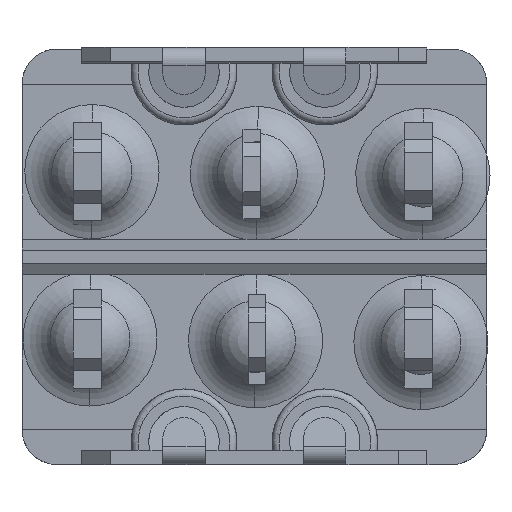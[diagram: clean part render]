
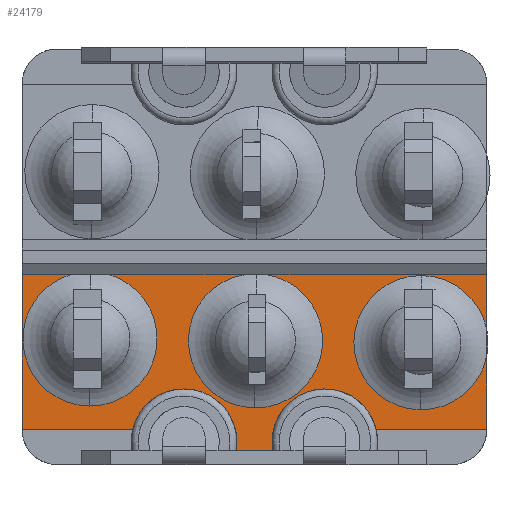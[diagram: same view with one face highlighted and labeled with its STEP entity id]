
A CAD part, front view. The second image highlights one B-rep face of the part: STEP entity #24179.
In plain terms, the highlighted planar face has unit normal (0, -1, 0).
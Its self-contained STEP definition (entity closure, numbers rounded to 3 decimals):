
#8215=DIRECTION('',(1.,0.,0.));
#8216=VECTOR('',#8215,1.042);
#8217=CARTESIAN_POINT('',(-0.521,0.35,-5.5));
#8218=LINE('',#8217,#8216);
#8906=DIRECTION('',(0.,0.,1.));
#8907=VECTOR('',#8906,2.093);
#8908=CARTESIAN_POINT('',(6.6,0.35,-4.9));
#8909=LINE('',#8908,#8907);
#8914=DIRECTION('',(0.,0.,1.));
#8915=VECTOR('',#8914,1.565);
#8916=CARTESIAN_POINT('',(6.6,0.35,-2.065));
#8917=LINE('',#8916,#8915);
#9096=CARTESIAN_POINT('',(4.73,0.35,-2.436));
#9097=DIRECTION('',(0.,1.,0.));
#9098=DIRECTION('',(-0.011,0.,-1.));
#9099=AXIS2_PLACEMENT_3D('',#9096,#9097,#9098);
#9101=CARTESIAN_POINT('',(4.73,0.35,-2.436));
#9102=DIRECTION('',(0.,1.,0.));
#9103=DIRECTION('',(0.981,0.,-0.195));
#9104=AXIS2_PLACEMENT_3D('',#9101,#9102,#9103);
#9106=DIRECTION('',(-1.,0.,0.));
#9107=VECTOR('',#9106,3.141);
#9108=CARTESIAN_POINT('',(6.6,0.35,-4.9));
#9109=LINE('',#9108,#9107);
#9110=CARTESIAN_POINT('',(2.,0.35,-5.25));
#9111=DIRECTION('',(0.,1.,0.));
#9112=DIRECTION('',(-0.986,0.,-0.167));
#9113=AXIS2_PLACEMENT_3D('',#9110,#9111,#9112);
#9115=CARTESIAN_POINT('',(-2.,0.35,-5.25));
#9116=DIRECTION('',(0.,1.,0.));
#9117=DIRECTION('',(-0.972,0.,0.233));
#9118=AXIS2_PLACEMENT_3D('',#9115,#9116,#9117);
#9120=DIRECTION('',(1.,0.,0.));
#9121=VECTOR('',#9120,3.141);
#9122=CARTESIAN_POINT('',(-6.6,0.35,-4.9));
#9123=LINE('',#9122,#9121);
#9124=DIRECTION('',(1.,0.,0.));
#9125=VECTOR('',#9124,1.397);
#9126=CARTESIAN_POINT('',(-6.6,0.35,-0.5));
#9127=LINE('',#9126,#9125);
#9128=CARTESIAN_POINT('',(-4.669,0.35,-2.33));
#9129=DIRECTION('',(0.,1.,0.));
#9130=DIRECTION('',(-0.011,0.,-1.));
#9131=AXIS2_PLACEMENT_3D('',#9128,#9129,#9130);
#9133=CARTESIAN_POINT('',(-4.669,0.35,-2.33));
#9134=DIRECTION('',(0.,1.,0.));
#9135=DIRECTION('',(0.28,0.,0.96));
#9136=AXIS2_PLACEMENT_3D('',#9133,#9134,#9135);
#9138=DIRECTION('',(1.,0.,0.));
#9139=VECTOR('',#9138,3.87);
#9140=CARTESIAN_POINT('',(-4.135,0.35,-0.5));
#9141=LINE('',#9140,#9139);
#9142=CARTESIAN_POINT('',(0.031,0.35,-2.383));
#9143=DIRECTION('',(0.,1.,0.));
#9144=DIRECTION('',(-0.011,0.,-1.));
#9145=AXIS2_PLACEMENT_3D('',#9142,#9143,#9144);
#9147=CARTESIAN_POINT('',(0.031,0.35,-2.383));
#9148=DIRECTION('',(0.,1.,0.));
#9149=DIRECTION('',(0.155,0.,0.988));
#9150=AXIS2_PLACEMENT_3D('',#9147,#9148,#9149);
#9152=DIRECTION('',(1.,0.,0.));
#9153=VECTOR('',#9152,6.274);
#9154=CARTESIAN_POINT('',(0.326,0.35,-0.5));
#9155=LINE('',#9154,#9153);
#9156=CARTESIAN_POINT('',(4.73,0.35,-2.436));
#9157=DIRECTION('',(0.,1.,0.));
#9158=DIRECTION('',(0.011,0.,1.));
#9159=AXIS2_PLACEMENT_3D('',#9156,#9157,#9158);
#9536=DIRECTION('',(0.,0.,-1.));
#9537=VECTOR('',#9536,4.4);
#9538=CARTESIAN_POINT('',(-6.6,0.35,-0.5));
#9539=LINE('',#9538,#9537);
#11070=CARTESIAN_POINT('',(-0.521,0.35,-5.5));
#11071=CARTESIAN_POINT('',(0.521,0.35,-5.5));
#11072=VERTEX_POINT('',#11070);
#11073=VERTEX_POINT('',#11071);
#11085=CARTESIAN_POINT('',(6.6,0.35,-4.9));
#11087=VERTEX_POINT('',#11085);
#11090=CARTESIAN_POINT('',(3.459,0.35,-4.9));
#11091=VERTEX_POINT('',#11090);
#11110=CARTESIAN_POINT('',(-6.6,0.35,-4.9));
#11112=VERTEX_POINT('',#11110);
#11122=CARTESIAN_POINT('',(-3.459,0.35,-4.9));
#11123=VERTEX_POINT('',#11122);
#11208=CARTESIAN_POINT('',(-6.6,0.35,-0.5));
#11209=VERTEX_POINT('',#11208);
#11212=CARTESIAN_POINT('',(6.6,0.35,-0.5));
#11213=VERTEX_POINT('',#11212);
#12346=CARTESIAN_POINT('',(-4.69,0.35,-4.236));
#12347=CARTESIAN_POINT('',(-5.203,0.35,-0.5));
#12348=VERTEX_POINT('',#12346);
#12349=VERTEX_POINT('',#12347);
#12350=CARTESIAN_POINT('',(-4.135,0.35,-0.5));
#12351=VERTEX_POINT('',#12350);
#12383=CARTESIAN_POINT('',(0.009,0.35,-4.289));
#12384=CARTESIAN_POINT('',(-0.265,0.35,-0.5));
#12385=VERTEX_POINT('',#12383);
#12386=VERTEX_POINT('',#12384);
#12387=CARTESIAN_POINT('',(0.326,0.35,-0.5));
#12388=VERTEX_POINT('',#12387);
#12426=CARTESIAN_POINT('',(6.6,0.35,-2.065));
#12427=CARTESIAN_POINT('',(6.6,0.35,-2.807));
#12428=VERTEX_POINT('',#12426);
#12429=VERTEX_POINT('',#12427);
#12430=CARTESIAN_POINT('',(4.709,0.35,-4.342));
#12431=CARTESIAN_POINT('',(4.752,0.35,-0.53));
#12432=VERTEX_POINT('',#12430);
#12433=VERTEX_POINT('',#12431);
#24141=CARTESIAN_POINT('',(0.,0.35,-2.5));
#24142=DIRECTION('',(0.,-1.,0.));
#24143=DIRECTION('',(0.,0.,-1.));
#24144=AXIS2_PLACEMENT_3D('',#24141,#24142,#24143);
#24145=PLANE('',#24144);
#24147=ORIENTED_EDGE('',*,*,#24146,.F.);
#24149=ORIENTED_EDGE('',*,*,#24148,.F.);
#24150=ORIENTED_EDGE('',*,*,#23979,.F.);
#24151=ORIENTED_EDGE('',*,*,#24082,.T.);
#24152=ORIENTED_EDGE('',*,*,#24095,.F.);
#24153=ORIENTED_EDGE('',*,*,#23029,.F.);
#24155=ORIENTED_EDGE('',*,*,#24154,.F.);
#24157=ORIENTED_EDGE('',*,*,#24156,.F.);
#24159=ORIENTED_EDGE('',*,*,#24158,.F.);
#24161=ORIENTED_EDGE('',*,*,#24160,.T.);
#24163=ORIENTED_EDGE('',*,*,#24162,.F.);
#24165=ORIENTED_EDGE('',*,*,#24164,.F.);
#24167=ORIENTED_EDGE('',*,*,#24166,.T.);
#24169=ORIENTED_EDGE('',*,*,#24168,.F.);
#24171=ORIENTED_EDGE('',*,*,#24170,.F.);
#24173=ORIENTED_EDGE('',*,*,#24172,.T.);
#24174=ORIENTED_EDGE('',*,*,#23983,.F.);
#24176=ORIENTED_EDGE('',*,*,#24175,.F.);
#24177=EDGE_LOOP('',(#24147,#24149,#24150,#24151,#24152,#24153,#24155,#24157,
#24159,#24161,#24163,#24165,#24167,#24169,#24171,#24173,#24174,#24176));
#24178=FACE_OUTER_BOUND('',#24177,.F.);
#9100=CIRCLE('',#9099,1.906);
#9105=CIRCLE('',#9104,1.906);
#9114=CIRCLE('',#9113,1.5);
#9119=CIRCLE('',#9118,1.5);
#9132=CIRCLE('',#9131,1.906);
#9137=CIRCLE('',#9136,1.906);
#9146=CIRCLE('',#9145,1.906);
#9151=CIRCLE('',#9150,1.906);
#9160=CIRCLE('',#9159,1.906);
#23029=EDGE_CURVE('',#11072,#11073,#8218,.T.);
#23979=EDGE_CURVE('',#11087,#12429,#8909,.T.);
#23983=EDGE_CURVE('',#12428,#11213,#8917,.T.);
#24082=EDGE_CURVE('',#11087,#11091,#9109,.T.);
#24095=EDGE_CURVE('',#11073,#11091,#9114,.T.);
#24146=EDGE_CURVE('',#12432,#12433,#9100,.T.);
#24148=EDGE_CURVE('',#12429,#12432,#9105,.T.);
#24154=EDGE_CURVE('',#11123,#11072,#9119,.T.);
#24156=EDGE_CURVE('',#11112,#11123,#9123,.T.);
#24158=EDGE_CURVE('',#11209,#11112,#9539,.T.);
#24160=EDGE_CURVE('',#11209,#12349,#9127,.T.);
#24162=EDGE_CURVE('',#12348,#12349,#9132,.T.);
#24164=EDGE_CURVE('',#12351,#12348,#9137,.T.);
#24166=EDGE_CURVE('',#12351,#12386,#9141,.T.);
#24168=EDGE_CURVE('',#12385,#12386,#9146,.T.);
#24170=EDGE_CURVE('',#12388,#12385,#9151,.T.);
#24172=EDGE_CURVE('',#12388,#11213,#9155,.T.);
#24175=EDGE_CURVE('',#12433,#12428,#9160,.T.);
#24179=ADVANCED_FACE('',(#24178),#24145,.T.);
